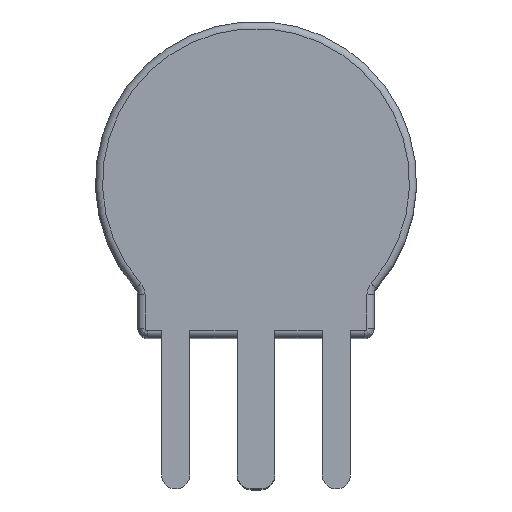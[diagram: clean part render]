
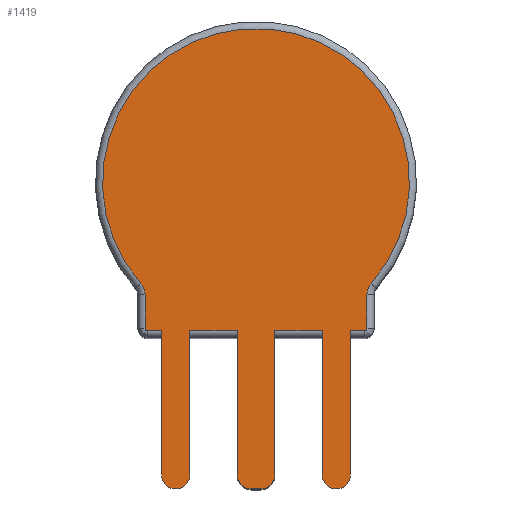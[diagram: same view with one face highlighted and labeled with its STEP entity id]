
A CAD part, top view. The second image highlights one B-rep face of the part: STEP entity #1419.
In plain terms, the highlighted planar face has unit normal (0, 0, 1).
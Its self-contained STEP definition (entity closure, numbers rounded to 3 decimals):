
#52=PLANE('',#1571);
#105=FACE_OUTER_BOUND('',#201,.T.);
#201=EDGE_LOOP('',(#1052,#1053,#1054,#1055,#1056,#1057,#1058,#1059,#1060,
#1061,#1062,#1063,#1064,#1065,#1066,#1067,#1068,#1069,#1070,#1071,#1072,
#1073));
#268=LINE('',#2213,#368);
#280=LINE('',#2241,#380);
#281=LINE('',#2246,#381);
#282=LINE('',#2266,#382);
#284=LINE('',#2290,#384);
#286=LINE('',#2308,#386);
#302=LINE('',#2403,#402);
#303=LINE('',#2407,#403);
#304=LINE('',#2410,#404);
#305=LINE('',#2412,#405);
#306=LINE('',#2415,#406);
#307=LINE('',#2417,#407);
#308=LINE('',#2420,#408);
#368=VECTOR('',#1709,10.);
#380=VECTOR('',#1729,10.);
#381=VECTOR('',#1734,10.);
#382=VECTOR('',#1747,10.);
#384=VECTOR('',#1777,10.);
#386=VECTOR('',#1789,10.);
#402=VECTOR('',#1883,10.);
#403=VECTOR('',#1886,10.);
#404=VECTOR('',#1889,10.);
#405=VECTOR('',#1890,10.);
#406=VECTOR('',#1893,10.);
#407=VECTOR('',#1894,10.);
#408=VECTOR('',#1897,10.);
#474=CIRCLE('',#1510,0.05);
#478=CIRCLE('',#1516,0.35);
#481=CIRCLE('',#1520,3.25);
#484=CIRCLE('',#1524,0.35);
#488=CIRCLE('',#1529,0.05);
#514=CIRCLE('',#1572,0.3);
#515=CIRCLE('',#1573,0.3);
#516=CIRCLE('',#1574,0.3);
#517=CIRCLE('',#1575,0.3);
#577=VERTEX_POINT('',#2206);
#580=VERTEX_POINT('',#2211);
#591=VERTEX_POINT('',#2237);
#592=VERTEX_POINT('',#2239);
#593=VERTEX_POINT('',#2243);
#594=VERTEX_POINT('',#2245);
#596=VERTEX_POINT('',#2258);
#598=VERTEX_POINT('',#2264);
#600=VERTEX_POINT('',#2270);
#602=VERTEX_POINT('',#2276);
#604=VERTEX_POINT('',#2282);
#606=VERTEX_POINT('',#2288);
#607=VERTEX_POINT('',#2301);
#608=VERTEX_POINT('',#2306);
#630=VERTEX_POINT('',#2402);
#631=VERTEX_POINT('',#2404);
#632=VERTEX_POINT('',#2406);
#633=VERTEX_POINT('',#2408);
#634=VERTEX_POINT('',#2411);
#635=VERTEX_POINT('',#2413);
#636=VERTEX_POINT('',#2416);
#637=VERTEX_POINT('',#2418);
#704=EDGE_CURVE('',#580,#577,#268,.T.);
#718=EDGE_CURVE('',#592,#591,#280,.T.);
#720=EDGE_CURVE('',#593,#594,#281,.T.);
#723=EDGE_CURVE('',#596,#593,#474,.T.);
#726=EDGE_CURVE('',#598,#596,#282,.T.);
#729=EDGE_CURVE('',#600,#598,#478,.T.);
#732=EDGE_CURVE('',#602,#600,#481,.T.);
#735=EDGE_CURVE('',#604,#602,#484,.T.);
#738=EDGE_CURVE('',#606,#604,#284,.T.);
#741=EDGE_CURVE('',#607,#606,#488,.T.);
#744=EDGE_CURVE('',#608,#607,#286,.T.);
#783=EDGE_CURVE('',#580,#630,#302,.T.);
#784=EDGE_CURVE('',#631,#630,#514,.T.);
#785=EDGE_CURVE('',#632,#631,#303,.T.);
#786=EDGE_CURVE('',#633,#632,#515,.T.);
#787=EDGE_CURVE('',#591,#633,#304,.T.);
#788=EDGE_CURVE('',#592,#634,#305,.T.);
#789=EDGE_CURVE('',#635,#634,#516,.T.);
#790=EDGE_CURVE('',#594,#635,#306,.T.);
#791=EDGE_CURVE('',#608,#636,#307,.T.);
#792=EDGE_CURVE('',#637,#636,#517,.T.);
#793=EDGE_CURVE('',#577,#637,#308,.T.);
#1052=ORIENTED_EDGE('',*,*,#783,.T.);
#1053=ORIENTED_EDGE('',*,*,#784,.F.);
#1054=ORIENTED_EDGE('',*,*,#785,.F.);
#1055=ORIENTED_EDGE('',*,*,#786,.F.);
#1056=ORIENTED_EDGE('',*,*,#787,.F.);
#1057=ORIENTED_EDGE('',*,*,#718,.F.);
#1058=ORIENTED_EDGE('',*,*,#788,.T.);
#1059=ORIENTED_EDGE('',*,*,#789,.F.);
#1060=ORIENTED_EDGE('',*,*,#790,.F.);
#1061=ORIENTED_EDGE('',*,*,#720,.F.);
#1062=ORIENTED_EDGE('',*,*,#723,.F.);
#1063=ORIENTED_EDGE('',*,*,#726,.F.);
#1064=ORIENTED_EDGE('',*,*,#729,.F.);
#1065=ORIENTED_EDGE('',*,*,#732,.F.);
#1066=ORIENTED_EDGE('',*,*,#735,.F.);
#1067=ORIENTED_EDGE('',*,*,#738,.F.);
#1068=ORIENTED_EDGE('',*,*,#741,.F.);
#1069=ORIENTED_EDGE('',*,*,#744,.F.);
#1070=ORIENTED_EDGE('',*,*,#791,.T.);
#1071=ORIENTED_EDGE('',*,*,#792,.F.);
#1072=ORIENTED_EDGE('',*,*,#793,.F.);
#1073=ORIENTED_EDGE('',*,*,#704,.F.);
#1419=ADVANCED_FACE('',(#105),#52,.T.);
#1510=AXIS2_PLACEMENT_3D('',#2260,#1739,#1740);
#1516=AXIS2_PLACEMENT_3D('',#2272,#1753,#1754);
#1520=AXIS2_PLACEMENT_3D('',#2278,#1761,#1762);
#1524=AXIS2_PLACEMENT_3D('',#2284,#1769,#1770);
#1529=AXIS2_PLACEMENT_3D('',#2303,#1781,#1782);
#1571=AXIS2_PLACEMENT_3D('',#2401,#1881,#1882);
#1572=AXIS2_PLACEMENT_3D('',#2405,#1884,#1885);
#1573=AXIS2_PLACEMENT_3D('',#2409,#1887,#1888);
#1574=AXIS2_PLACEMENT_3D('',#2414,#1891,#1892);
#1575=AXIS2_PLACEMENT_3D('',#2419,#1895,#1896);
#1709=DIRECTION('',(-1.,0.,0.));
#1729=DIRECTION('',(-1.,0.,0.));
#1734=DIRECTION('',(-1.,0.,0.));
#1739=DIRECTION('center_axis',(0.,0.,-1.));
#1740=DIRECTION('ref_axis',(0.707,-0.707,0.));
#1747=DIRECTION('',(0.,-1.,0.));
#1753=DIRECTION('center_axis',(0.,0.,1.));
#1754=DIRECTION('ref_axis',(-0.935,0.354,0.));
#1761=DIRECTION('center_axis',(0.,0.,-1.));
#1762=DIRECTION('ref_axis',(0.,1.,0.));
#1769=DIRECTION('center_axis',(0.,0.,1.));
#1770=DIRECTION('ref_axis',(0.935,0.354,0.));
#1777=DIRECTION('',(0.,1.,0.));
#1781=DIRECTION('center_axis',(0.,0.,-1.));
#1782=DIRECTION('ref_axis',(-0.707,-0.707,0.));
#1789=DIRECTION('',(-1.,0.,0.));
#1881=DIRECTION('center_axis',(0.,0.,1.));
#1882=DIRECTION('ref_axis',(1.,0.,0.));
#1883=DIRECTION('',(0.,-1.,0.));
#1884=DIRECTION('center_axis',(0.,0.,-1.));
#1885=DIRECTION('ref_axis',(-0.707,-0.707,0.));
#1886=DIRECTION('',(-1.,0.,0.));
#1887=DIRECTION('center_axis',(0.,0.,-1.));
#1888=DIRECTION('ref_axis',(0.707,-0.707,0.));
#1889=DIRECTION('',(0.,-1.,0.));
#1890=DIRECTION('',(0.,-1.,0.));
#1891=DIRECTION('center_axis',(0.,0.,-1.));
#1892=DIRECTION('ref_axis',(-0.707,-0.707,0.));
#1893=DIRECTION('',(0.,-1.,0.));
#1894=DIRECTION('',(0.,-1.,0.));
#1895=DIRECTION('center_axis',(0.,0.,-1.));
#1896=DIRECTION('ref_axis',(-0.707,-0.707,0.));
#1897=DIRECTION('',(0.,-1.,0.));
#2206=CARTESIAN_POINT('',(-1.4,-3.15,12.3));
#2211=CARTESIAN_POINT('',(-0.4,-3.15,12.3));
#2213=CARTESIAN_POINT('',(-1.25,-3.15,12.3));
#2237=CARTESIAN_POINT('',(0.4,-3.15,12.3));
#2239=CARTESIAN_POINT('',(1.4,-3.15,12.3));
#2241=CARTESIAN_POINT('',(-1.25,-3.15,12.3));
#2243=CARTESIAN_POINT('',(2.3,-3.15,12.3));
#2245=CARTESIAN_POINT('',(2.,-3.15,12.3));
#2246=CARTESIAN_POINT('',(-1.25,-3.15,12.3));
#2258=CARTESIAN_POINT('',(2.35,-3.1,12.3));
#2260=CARTESIAN_POINT('Origin',(2.3,-3.1,12.3));
#2264=CARTESIAN_POINT('',(2.35,-2.381,12.3));
#2266=CARTESIAN_POINT('',(2.35,-1.625,12.3));
#2270=CARTESIAN_POINT('',(2.438,-2.15,12.3));
#2272=CARTESIAN_POINT('Origin',(2.7,-2.381,12.3));
#2276=CARTESIAN_POINT('',(-2.438,-2.15,12.3));
#2278=CARTESIAN_POINT('Origin',(0.,0.,12.3));
#2282=CARTESIAN_POINT('',(-2.35,-2.381,12.3));
#2284=CARTESIAN_POINT('Origin',(-2.7,-2.381,12.3));
#2288=CARTESIAN_POINT('',(-2.35,-3.1,12.3));
#2290=CARTESIAN_POINT('',(-2.35,-1.127,12.3));
#2301=CARTESIAN_POINT('',(-2.3,-3.15,12.3));
#2303=CARTESIAN_POINT('Origin',(-2.3,-3.1,12.3));
#2306=CARTESIAN_POINT('',(-2.,-3.15,12.3));
#2308=CARTESIAN_POINT('',(-1.25,-3.15,12.3));
#2401=CARTESIAN_POINT('Origin',(0.,0.05,12.3));
#2402=CARTESIAN_POINT('',(-0.4,-6.2,12.3));
#2403=CARTESIAN_POINT('',(-0.4,-3.3,12.3));
#2404=CARTESIAN_POINT('',(-0.1,-6.5,12.3));
#2405=CARTESIAN_POINT('Origin',(-0.1,-6.2,12.3));
#2406=CARTESIAN_POINT('',(0.1,-6.5,12.3));
#2407=CARTESIAN_POINT('',(0.4,-6.5,12.3));
#2408=CARTESIAN_POINT('',(0.4,-6.2,12.3));
#2409=CARTESIAN_POINT('Origin',(0.1,-6.2,12.3));
#2410=CARTESIAN_POINT('',(0.4,-3.3,12.3));
#2411=CARTESIAN_POINT('',(1.4,-6.2,12.3));
#2412=CARTESIAN_POINT('',(1.4,-3.3,12.3));
#2413=CARTESIAN_POINT('',(2.,-6.2,12.3));
#2414=CARTESIAN_POINT('Origin',(1.7,-6.2,12.3));
#2415=CARTESIAN_POINT('',(2.,-3.3,12.3));
#2416=CARTESIAN_POINT('',(-2.,-6.2,12.3));
#2417=CARTESIAN_POINT('',(-2.,-3.3,12.3));
#2418=CARTESIAN_POINT('',(-1.4,-6.2,12.3));
#2419=CARTESIAN_POINT('Origin',(-1.7,-6.2,12.3));
#2420=CARTESIAN_POINT('',(-1.4,-3.3,12.3));
